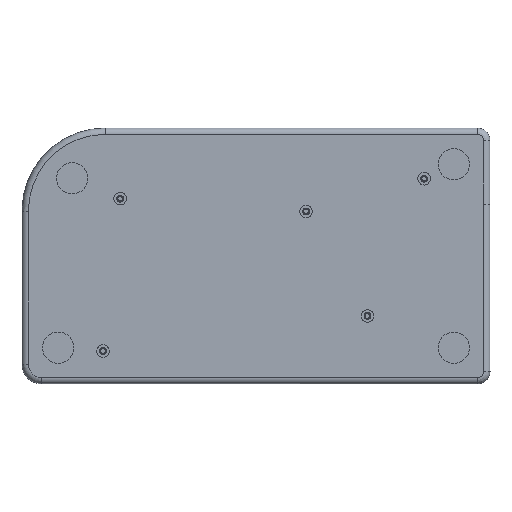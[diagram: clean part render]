
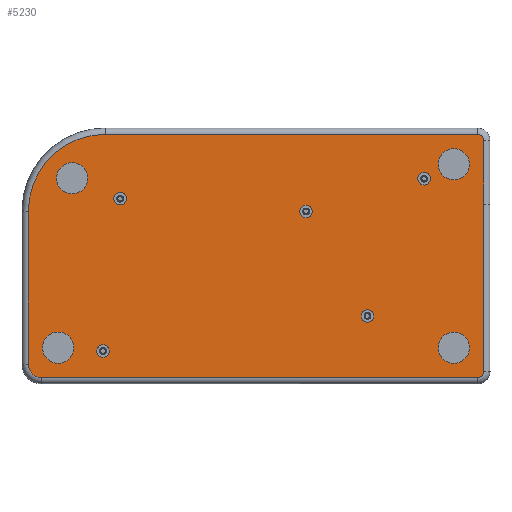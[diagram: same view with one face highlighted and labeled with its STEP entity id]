
A CAD part, front view. The second image highlights one B-rep face of the part: STEP entity #5230.
In plain terms, the highlighted planar face has unit normal (0, -1, 0).
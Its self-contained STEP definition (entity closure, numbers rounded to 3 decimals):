
#205=FACE_BOUND('',#1082,.T.);
#206=FACE_BOUND('',#1083,.T.);
#207=FACE_BOUND('',#1084,.T.);
#208=FACE_BOUND('',#1085,.T.);
#209=FACE_BOUND('',#1086,.T.);
#210=FACE_BOUND('',#1087,.T.);
#211=FACE_BOUND('',#1088,.T.);
#212=FACE_BOUND('',#1089,.T.);
#213=FACE_BOUND('',#1090,.T.);
#351=PLANE('',#5854);
#673=FACE_OUTER_BOUND('',#1081,.T.);
#1081=EDGE_LOOP('',(#4679,#4680,#4681,#4682,#4683,#4684,#4685,#4686,#4687));
#1082=EDGE_LOOP('',(#4688));
#1083=EDGE_LOOP('',(#4689));
#1084=EDGE_LOOP('',(#4690));
#1085=EDGE_LOOP('',(#4691));
#1086=EDGE_LOOP('',(#4692));
#1087=EDGE_LOOP('',(#4693));
#1088=EDGE_LOOP('',(#4694));
#1089=EDGE_LOOP('',(#4695));
#1090=EDGE_LOOP('',(#4696));
#1427=LINE('',#9717,#1800);
#1428=LINE('',#9728,#1801);
#1431=LINE('',#9756,#1804);
#1434=LINE('',#9763,#1807);
#1435=LINE('',#9782,#1808);
#1800=VECTOR('',#7313,10.);
#1801=VECTOR('',#7326,10.);
#1804=VECTOR('',#7339,10.);
#1807=VECTOR('',#7346,10.);
#1808=VECTOR('',#7357,10.);
#2105=CIRCLE('',#5747,5.);
#2107=CIRCLE('',#5751,5.);
#2109=CIRCLE('',#5755,5.);
#2111=CIRCLE('',#5759,5.);
#2113=CIRCLE('',#5763,2.);
#2116=CIRCLE('',#5768,2.);
#2119=CIRCLE('',#5773,2.);
#2122=CIRCLE('',#5778,2.);
#2125=CIRCLE('',#5783,2.);
#2150=CIRCLE('',#5827,4.2);
#2154=CIRCLE('',#5832,1.973);
#2159=CIRCLE('',#5839,2.);
#2162=CIRCLE('',#5844,24.556);
#2538=VERTEX_POINT('',#9559);
#2540=VERTEX_POINT('',#9566);
#2542=VERTEX_POINT('',#9573);
#2544=VERTEX_POINT('',#9580);
#2546=VERTEX_POINT('',#9587);
#2549=VERTEX_POINT('',#9596);
#2552=VERTEX_POINT('',#9605);
#2555=VERTEX_POINT('',#9614);
#2558=VERTEX_POINT('',#9623);
#2587=VERTEX_POINT('',#9710);
#2590=VERTEX_POINT('',#9715);
#2592=VERTEX_POINT('',#9720);
#2594=VERTEX_POINT('',#9726);
#2597=VERTEX_POINT('',#9748);
#2599=VERTEX_POINT('',#9754);
#2601=VERTEX_POINT('',#9761);
#2603=VERTEX_POINT('',#9774);
#2605=VERTEX_POINT('',#9780);
#3209=EDGE_CURVE('',#2538,#2538,#2105,.T.);
#3212=EDGE_CURVE('',#2540,#2540,#2107,.T.);
#3215=EDGE_CURVE('',#2542,#2542,#2109,.T.);
#3218=EDGE_CURVE('',#2544,#2544,#2111,.T.);
#3221=EDGE_CURVE('',#2546,#2546,#2113,.T.);
#3225=EDGE_CURVE('',#2549,#2549,#2116,.T.);
#3229=EDGE_CURVE('',#2552,#2552,#2119,.T.);
#3233=EDGE_CURVE('',#2555,#2555,#2122,.T.);
#3237=EDGE_CURVE('',#2558,#2558,#2125,.T.);
#3280=EDGE_CURVE('',#2590,#2587,#1427,.T.);
#3282=EDGE_CURVE('',#2592,#2590,#2150,.T.);
#3285=EDGE_CURVE('',#2594,#2592,#1428,.T.);
#3289=EDGE_CURVE('',#2597,#2594,#2154,.T.);
#3292=EDGE_CURVE('',#2599,#2597,#1431,.T.);
#3296=EDGE_CURVE('',#2601,#2599,#1434,.T.);
#3298=EDGE_CURVE('',#2603,#2601,#2159,.T.);
#3301=EDGE_CURVE('',#2605,#2603,#1435,.T.);
#3303=EDGE_CURVE('',#2587,#2605,#2162,.T.);
#4679=ORIENTED_EDGE('',*,*,#3280,.F.);
#4680=ORIENTED_EDGE('',*,*,#3282,.F.);
#4681=ORIENTED_EDGE('',*,*,#3285,.F.);
#4682=ORIENTED_EDGE('',*,*,#3289,.F.);
#4683=ORIENTED_EDGE('',*,*,#3292,.F.);
#4684=ORIENTED_EDGE('',*,*,#3296,.F.);
#4685=ORIENTED_EDGE('',*,*,#3298,.F.);
#4686=ORIENTED_EDGE('',*,*,#3301,.F.);
#4687=ORIENTED_EDGE('',*,*,#3303,.F.);
#4688=ORIENTED_EDGE('',*,*,#3209,.T.);
#4689=ORIENTED_EDGE('',*,*,#3212,.T.);
#4690=ORIENTED_EDGE('',*,*,#3215,.T.);
#4691=ORIENTED_EDGE('',*,*,#3218,.T.);
#4692=ORIENTED_EDGE('',*,*,#3221,.T.);
#4693=ORIENTED_EDGE('',*,*,#3225,.T.);
#4694=ORIENTED_EDGE('',*,*,#3229,.T.);
#4695=ORIENTED_EDGE('',*,*,#3233,.T.);
#4696=ORIENTED_EDGE('',*,*,#3237,.T.);
#5230=ADVANCED_FACE('',(#673,#205,#206,#207,#208,#209,#210,#211,#212,#213),
#351,.F.);
#5747=AXIS2_PLACEMENT_3D('',#9560,#7130,#7131);
#5751=AXIS2_PLACEMENT_3D('',#9567,#7139,#7140);
#5755=AXIS2_PLACEMENT_3D('',#9574,#7148,#7149);
#5759=AXIS2_PLACEMENT_3D('',#9581,#7157,#7158);
#5763=AXIS2_PLACEMENT_3D('',#9588,#7166,#7167);
#5768=AXIS2_PLACEMENT_3D('',#9597,#7177,#7178);
#5773=AXIS2_PLACEMENT_3D('',#9606,#7188,#7189);
#5778=AXIS2_PLACEMENT_3D('',#9615,#7199,#7200);
#5783=AXIS2_PLACEMENT_3D('',#9624,#7210,#7211);
#5827=AXIS2_PLACEMENT_3D('',#9722,#7318,#7319);
#5832=AXIS2_PLACEMENT_3D('',#9750,#7331,#7332);
#5839=AXIS2_PLACEMENT_3D('',#9776,#7349,#7350);
#5844=AXIS2_PLACEMENT_3D('',#9785,#7361,#7362);
#5854=AXIS2_PLACEMENT_3D('',#9809,#7389,#7390);
#7130=DIRECTION('center_axis',(0.,1.,0.));
#7131=DIRECTION('ref_axis',(1.,0.,0.));
#7139=DIRECTION('center_axis',(0.,1.,0.));
#7140=DIRECTION('ref_axis',(1.,0.,0.));
#7148=DIRECTION('center_axis',(0.,1.,0.));
#7149=DIRECTION('ref_axis',(1.,0.,0.));
#7157=DIRECTION('center_axis',(0.,1.,0.));
#7158=DIRECTION('ref_axis',(1.,0.,0.));
#7166=DIRECTION('center_axis',(0.,1.,0.));
#7167=DIRECTION('ref_axis',(1.,0.,0.));
#7177=DIRECTION('center_axis',(0.,1.,0.));
#7178=DIRECTION('ref_axis',(1.,0.,0.));
#7188=DIRECTION('center_axis',(0.,1.,0.));
#7189=DIRECTION('ref_axis',(1.,0.,0.));
#7199=DIRECTION('center_axis',(0.,1.,0.));
#7200=DIRECTION('ref_axis',(1.,0.,0.));
#7210=DIRECTION('center_axis',(0.,1.,0.));
#7211=DIRECTION('ref_axis',(1.,0.,0.));
#7313=DIRECTION('',(0.,0.,1.));
#7318=DIRECTION('center_axis',(0.,1.,0.));
#7319=DIRECTION('ref_axis',(-0.707,0.,-0.707));
#7326=DIRECTION('',(-1.,0.,0.));
#7331=DIRECTION('center_axis',(0.,1.,0.));
#7332=DIRECTION('ref_axis',(0.707,0.,-0.707));
#7339=DIRECTION('',(0.,0.,-1.));
#7346=DIRECTION('',(0.,0.,-1.));
#7349=DIRECTION('center_axis',(0.,1.,0.));
#7350=DIRECTION('ref_axis',(0.707,0.,0.707));
#7357=DIRECTION('',(1.,0.,0.));
#7361=DIRECTION('center_axis',(0.,1.,0.));
#7362=DIRECTION('ref_axis',(-0.707,0.,0.707));
#7389=DIRECTION('center_axis',(0.,1.,0.));
#7390=DIRECTION('ref_axis',(1.,0.,0.));
#9559=CARTESIAN_POINT('',(109.423,-8.6,29.195));
#9560=CARTESIAN_POINT('Origin',(114.423,-8.6,29.195));
#9566=CARTESIAN_POINT('',(109.423,-8.6,-29.254));
#9567=CARTESIAN_POINT('Origin',(114.423,-8.6,-29.254));
#9573=CARTESIAN_POINT('',(-12.123,-8.6,24.74));
#9574=CARTESIAN_POINT('Origin',(-7.123,-8.6,24.74));
#9580=CARTESIAN_POINT('',(-16.577,-8.6,-29.228));
#9581=CARTESIAN_POINT('Origin',(-11.577,-8.6,-29.228));
#9587=CARTESIAN_POINT('',(102.946,-8.6,24.565));
#9588=CARTESIAN_POINT('Origin',(104.946,-8.6,24.565));
#9596=CARTESIAN_POINT('',(65.354,-8.6,14.151));
#9597=CARTESIAN_POINT('Origin',(67.354,-8.6,14.151));
#9605=CARTESIAN_POINT('',(6.172,-8.6,18.215));
#9606=CARTESIAN_POINT('Origin',(8.172,-8.6,18.215));
#9614=CARTESIAN_POINT('',(84.912,-8.6,-19.123));
#9615=CARTESIAN_POINT('Origin',(86.912,-8.6,-19.123));
#9623=CARTESIAN_POINT('',(0.7,-8.6,-30.305));
#9624=CARTESIAN_POINT('Origin',(2.7,-8.6,-30.305));
#9710=CARTESIAN_POINT('',(-21.077,-8.6,14.139));
#9715=CARTESIAN_POINT('',(-21.077,-8.6,-34.528));
#9717=CARTESIAN_POINT('',(-21.077,-8.6,7.054));
#9720=CARTESIAN_POINT('',(-16.878,-8.6,-38.727));
#9722=CARTESIAN_POINT('Origin',(-16.877,-8.6,-34.527));
#9726=CARTESIAN_POINT('',(121.95,-8.6,-38.755));
#9728=CARTESIAN_POINT('',(17.268,-8.6,-38.734));
#9748=CARTESIAN_POINT('',(123.923,-8.6,-36.783));
#9750=CARTESIAN_POINT('Origin',(121.95,-8.6,-36.783));
#9754=CARTESIAN_POINT('',(123.923,-8.6,16.472));
#9756=CARTESIAN_POINT('',(123.923,-8.6,-18.407));
#9761=CARTESIAN_POINT('',(123.923,-8.6,36.695));
#9763=CARTESIAN_POINT('',(123.923,-8.6,8.221));
#9774=CARTESIAN_POINT('',(121.923,-8.6,38.695));
#9776=CARTESIAN_POINT('Origin',(121.923,-8.6,36.695));
#9780=CARTESIAN_POINT('',(3.479,-8.6,38.695));
#9782=CARTESIAN_POINT('',(86.673,-8.6,38.695));
#9785=CARTESIAN_POINT('Origin',(3.479,-8.6,14.138));
#9809=CARTESIAN_POINT('Origin',(51.423,-8.6,-0.03));
